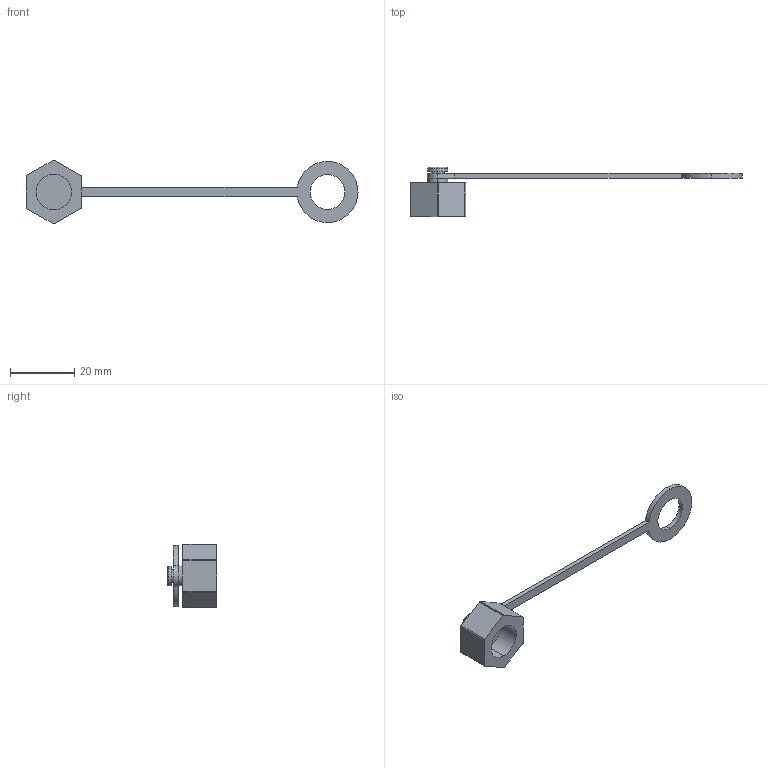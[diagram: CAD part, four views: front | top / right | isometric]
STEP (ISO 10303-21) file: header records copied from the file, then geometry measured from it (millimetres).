
FILE_DESCRIPTION (( 'STEP AP203' ), '1' );
FILE_NAME ('P281-PCNM12x1.0-1.STEP', '2020-03-31T07:34:23', ( 'edpusr' ), ( 'Microsoft' ), 'SwSTEP 2.0', 'SolidWorks 2015', '' );
FILE_SCHEMA (( 'CONFIG_CONTROL_DESIGN' ));
Length unit declared in the file: millimetre
Products named in the file (1): P281-PCNM12x1.0-1
Bounding box: 103.15 x 15.3 x 19.7 mm (x, y, z)
Volume: 2842.8 mm3; surface area: 3013.6 mm2
Topology: 3 solids, 3 shells, 47 faces, 109 edges, 72 vertices
Faces by surface type: cylinder 25, plane 20, bspline 2
Entity records: 1462 total; most frequent: CARTESIAN_POINT 265, DIRECTION 251, ORIENTED_EDGE 218, EDGE_CURVE 109, AXIS2_PLACEMENT_3D 98, VERTEX_POINT 72, EDGE_LOOP 55, LINE 55
